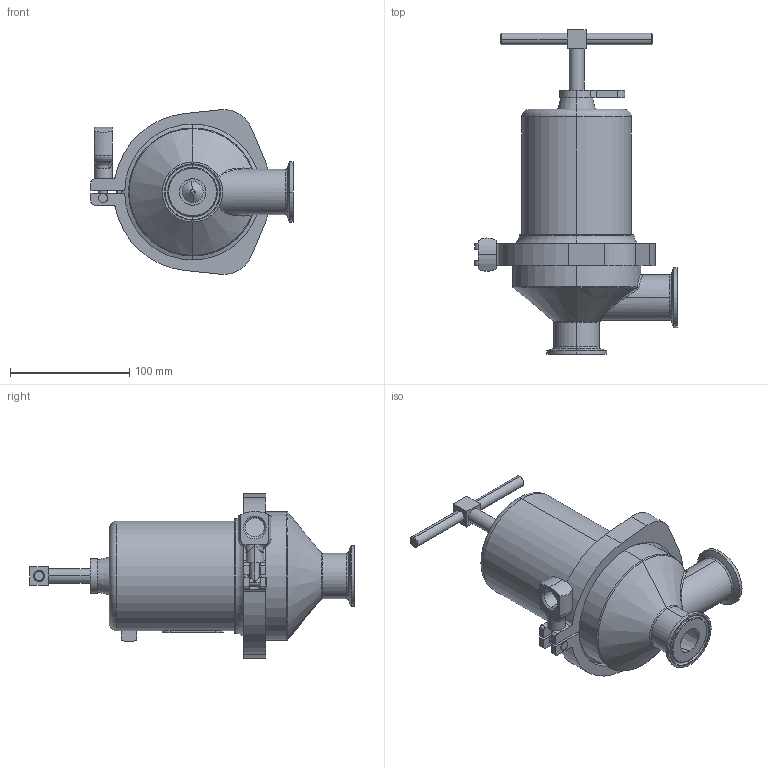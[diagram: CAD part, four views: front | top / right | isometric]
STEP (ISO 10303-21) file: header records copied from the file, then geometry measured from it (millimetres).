
FILE_DESCRIPTION (( 'STEP AP203' ), '1' );
FILE_NAME ('FB6C-100.STEP', '2019-05-21T12:08:13', ( '' ), ( '' ), 'SwSTEP 2.0', 'SolidWorks 2018', '' );
FILE_SCHEMA (( 'CONFIG_CONTROL_DESIGN' ));
Length unit declared in the file: inch
Products named in the file (2): FB6C-100
Bounding box: 169.16 x 271.98 x 137.94 mm (x, y, z)
Volume: 1387372.2 mm3; surface area: 128501.4 mm2
Topology: 2 solids, 2 shells, 212 faces, 511 edges, 313 vertices
Faces by surface type: cylinder 75, plane 53, torus 39, cone 35, bspline 8, sphere 2
Entity records: 7452 total; most frequent: CARTESIAN_POINT 2270, DIRECTION 1139, ORIENTED_EDGE 1010, EDGE_CURVE 505, AXIS2_PLACEMENT_3D 470, VERTEX_POINT 313, CIRCLE 264, EDGE_LOOP 234
